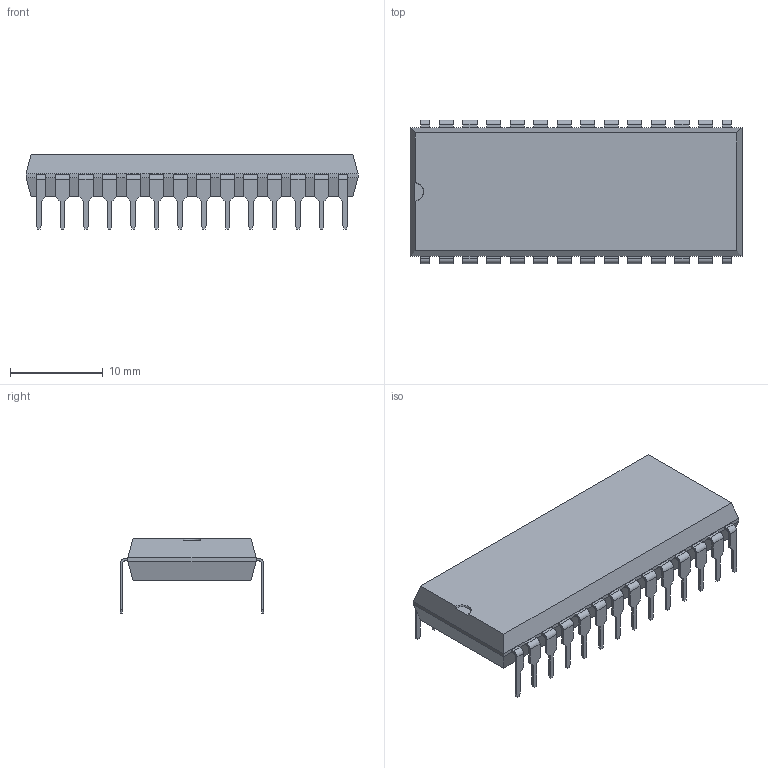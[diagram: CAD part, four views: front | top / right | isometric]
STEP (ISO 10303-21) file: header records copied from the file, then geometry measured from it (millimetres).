
FILE_DESCRIPTION (( 'STEP AP214' ), '1' );
FILE_NAME ('CC8305D6-6B73-44DD-9888-A26F45B443EC.STEP', '2022-09-19T15:40:46', ( '' ), ( '' ), 'SwSTEP 2.0', 'SolidWorks 2022', '' );
FILE_SCHEMA (( 'AUTOMOTIVE_DESIGN' ));
Length unit declared in the file: millimetre
Products named in the file (1): CC8305D6-6B73-44DD-9888-A26F45B443EC
Bounding box: 35.8 x 15.49 x 8 mm (x, y, z)
Volume: 2157.6 mm3; surface area: 1752.3 mm2
Topology: 1 solids, 1 shells, 429 faces, 1189 edges, 790 vertices
Faces by surface type: plane 371, cylinder 56, cone 2
Entity records: 13744 total; most frequent: CARTESIAN_POINT 2421, ORIENTED_EDGE 2378, DIRECTION 2163, EDGE_CURVE 1189, LINE 1071, VECTOR 1071, VERTEX_POINT 790, AXIS2_PLACEMENT_3D 546
